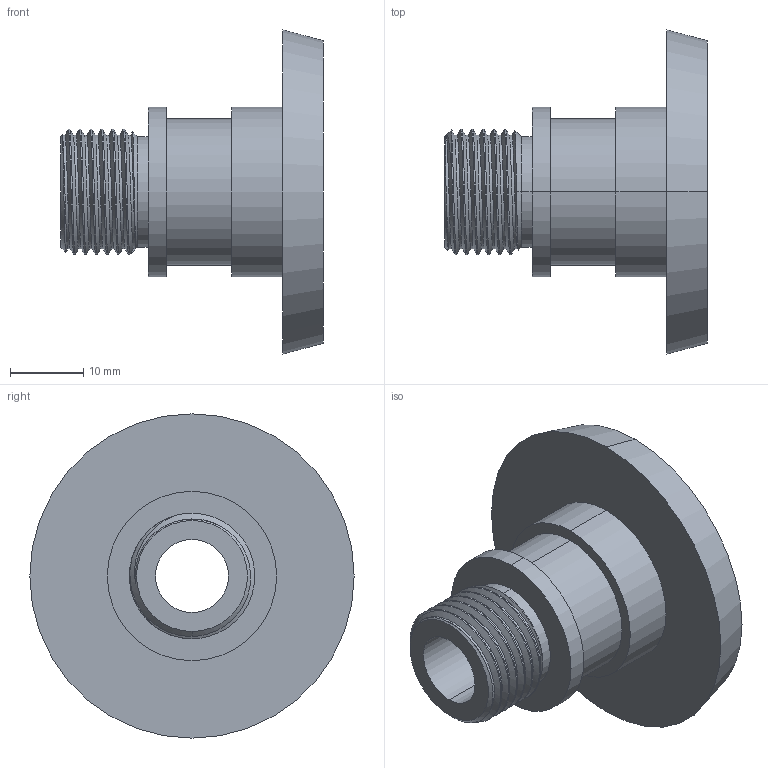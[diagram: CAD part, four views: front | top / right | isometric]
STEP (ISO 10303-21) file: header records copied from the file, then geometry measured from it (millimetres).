
FILE_DESCRIPTION (( 'STEP AP203' ), '1' );
FILE_NAME ('3D-M2036P_10 3-8_174221065.STEP', '2024-09-07T07:30:42', ( '' ), ( '' ), 'SwSTEP 2.0', 'SolidWorks 2024', '' );
FILE_SCHEMA (( 'CONFIG_CONTROL_DESIGN' ));
Length unit declared in the file: millimetre
Products named in the file (1): 3D-M2036P_10 3-8_174221065
Bounding box: 36 x 44.42 x 44.42 mm (x, y, z)
Volume: 14521.2 mm3; surface area: 7048.5 mm2
Topology: 1 solids, 1 shells, 39 faces, 94 edges, 61 vertices
Faces by surface type: cylinder 23, plane 7, cone 6, bspline 3
Entity records: 2562 total; most frequent: CARTESIAN_POINT 1649, ORIENTED_EDGE 188, DIRECTION 161, EDGE_CURVE 94, AXIS2_PLACEMENT_3D 65, VERTEX_POINT 61, EDGE_LOOP 45, FACE_OUTER_BOUND 39
